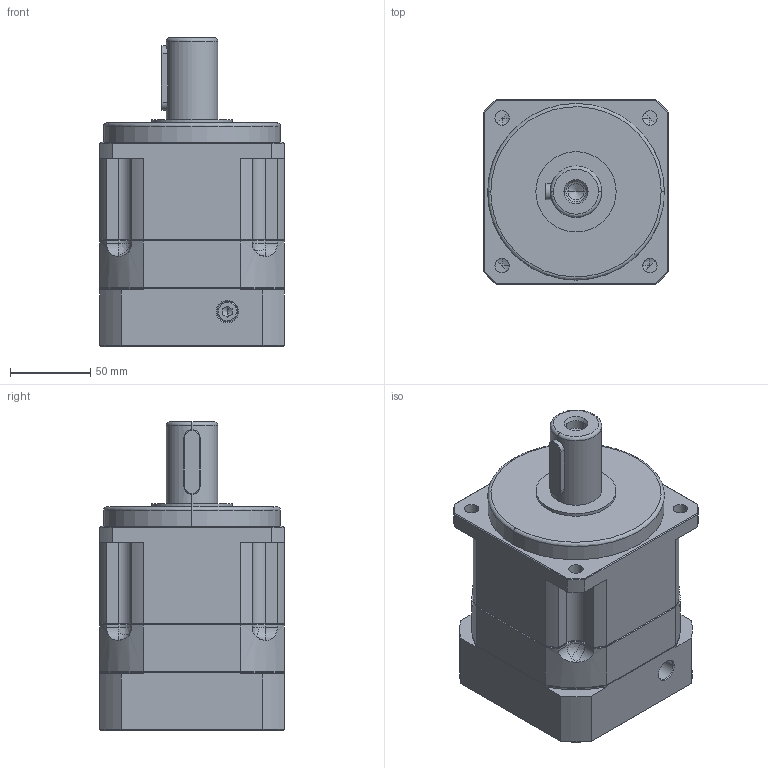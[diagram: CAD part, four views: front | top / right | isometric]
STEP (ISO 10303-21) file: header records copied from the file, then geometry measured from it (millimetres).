
FILE_DESCRIPTION (( 'STEP AP214' ), '1' );
FILE_NAME ('SB115-L1-22-95-115M8-M6.STEP', '2024-01-06T07:37:07', ( 'admin' ), ( '' ), 'SwSTEP 2.0', 'SolidWorks 2013', '' );
FILE_SCHEMA (( 'AUTOMOTIVE_DESIGN' ));
Length unit declared in the file: millimetre
Products named in the file (6): _X2_87BA9489_X0_ GB_T 70.1 M8 x 30; SB115-95-115M6; _X2_87BA9489_X0_ GB_T 70.1 M8 x 25; SB115_X2_58F34F537AEF_X0_-22; SB115_X2_8F9351FA7AEF_X0_; SB115-L1-22-95-115M8-M6
Assembly tree (11 placements, depth 2):
  SB115-L1-22-95-115M8-M6
    SB115_X2_8F9351FA7AEF_X0_
    SB115_X2_58F34F537AEF_X0_-22
    _X2_87BA9489_X0_ GB_T 70.1 M8 x 25  x2
    SB115-95-115M6
    _X2_87BA9489_X0_ GB_T 70.1 M8 x 30  x6
Bounding box: 115 x 115 x 192 mm (x, y, z)
Volume: 1523174.6 mm3; surface area: 177443.2 mm2
Topology: 11 solids, 11 shells, 536 faces, 1346 edges, 822 vertices
Faces by surface type: plane 184, cylinder 172, cone 130, bspline 50
Entity records: 18250 total; most frequent: CARTESIAN_POINT 3795, DIRECTION 2085, ORIENTED_EDGE 2000, EDGE_CURVE 1000, AXIS2_PLACEMENT_3D 826, VERTEX_POINT 624, EDGE_LOOP 468, VECTOR 433
